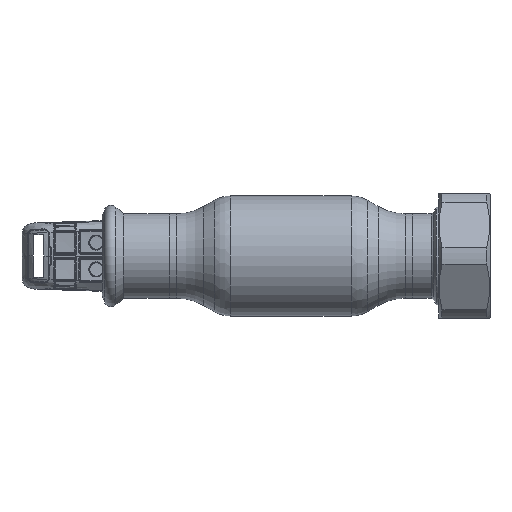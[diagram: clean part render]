
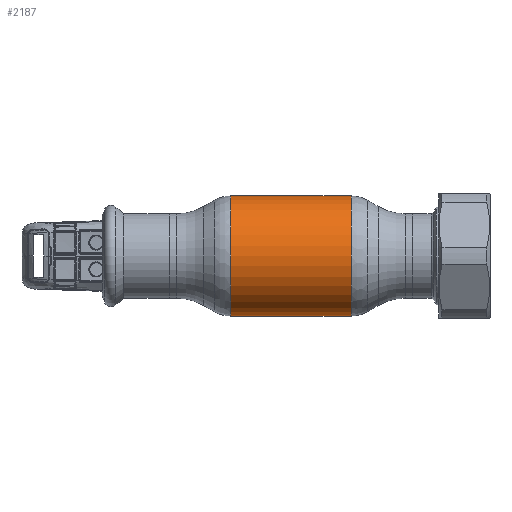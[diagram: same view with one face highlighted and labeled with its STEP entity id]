
A CAD part, front view. The second image highlights one B-rep face of the part: STEP entity #2187.
In plain terms, the highlighted cylindrical face has radius 22.25 mm (diameter 44.5 mm), a partial arc.
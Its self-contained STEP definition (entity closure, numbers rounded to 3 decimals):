
#20 = DIRECTION ( 'NONE',  ( 0., 0., 1. ) ) ;
#1458 = DIRECTION ( 'NONE',  ( 0., 0., 1. ) ) ;
#2187 = ADVANCED_FACE ( 'NONE', ( #55140 ), #48226, .T. ) ;
#3069 = EDGE_LOOP ( 'NONE', ( #15061, #18138, #8325, #62209 ) ) ;
#6769 = DIRECTION ( 'NONE',  ( -1., 0., 0. ) ) ;
#8325 = ORIENTED_EDGE ( 'NONE', *, *, #9854, .T. ) ;
#8720 = CARTESIAN_POINT ( 'NONE',  ( 22.285, 0., 22.25 ) ) ;
#9854 = EDGE_CURVE ( 'NONE', #57371, #26659, #18743, .T. ) ;
#10836 = CARTESIAN_POINT ( 'NONE',  ( -62.69, 0., 22.25 ) ) ;
#11177 = CARTESIAN_POINT ( 'NONE',  ( -22.285, 0., -22.25 ) ) ;
#11662 = VECTOR ( 'NONE', #52151, 1000. ) ;
#11706 = EDGE_CURVE ( 'NONE', #15574, #55160, #49241, .T. ) ;
#12169 = CIRCLE ( 'NONE', #38913, 22.25 ) ;
#15061 = ORIENTED_EDGE ( 'NONE', *, *, #11706, .F. ) ;
#15574 = VERTEX_POINT ( 'NONE', #61949 ) ;
#15811 = CARTESIAN_POINT ( 'NONE',  ( -22.285, 0., 22.25 ) ) ;
#16219 = CARTESIAN_POINT ( 'NONE',  ( -22.285, 0., 0. ) ) ;
#18138 = ORIENTED_EDGE ( 'NONE', *, *, #62680, .T. ) ;
#18307 = CARTESIAN_POINT ( 'NONE',  ( -62.69, 0., -22.25 ) ) ;
#18743 = LINE ( 'NONE', #10836, #31785 ) ;
#21564 = DIRECTION ( 'NONE',  ( -1., 0., 0. ) ) ;
#23205 = AXIS2_PLACEMENT_3D ( 'NONE', #52907, #24415, #20 ) ;
#24415 = DIRECTION ( 'NONE',  ( -1., 0., 0. ) ) ;
#25666 = EDGE_CURVE ( 'NONE', #55160, #26659, #39009, .T. ) ;
#26659 = VERTEX_POINT ( 'NONE', #15811 ) ;
#29973 = DIRECTION ( 'NONE',  ( -1., 0., 0. ) ) ;
#31785 = VECTOR ( 'NONE', #29973, 1000. ) ;
#38913 = AXIS2_PLACEMENT_3D ( 'NONE', #51092, #6769, #61610 ) ;
#39009 = CIRCLE ( 'NONE', #61084, 22.25 ) ;
#48226 = CYLINDRICAL_SURFACE ( 'NONE', #23205, 22.25 ) ;
#49241 = LINE ( 'NONE', #18307, #11662 ) ;
#51092 = CARTESIAN_POINT ( 'NONE',  ( 22.285, 0., 0. ) ) ;
#52151 = DIRECTION ( 'NONE',  ( -1., 0., 0. ) ) ;
#52907 = CARTESIAN_POINT ( 'NONE',  ( -62.69, 0., 0. ) ) ;
#55140 = FACE_OUTER_BOUND ( 'NONE', #3069, .T. ) ;
#55160 = VERTEX_POINT ( 'NONE', #11177 ) ;
#57371 = VERTEX_POINT ( 'NONE', #8720 ) ;
#61084 = AXIS2_PLACEMENT_3D ( 'NONE', #16219, #21564, #1458 ) ;
#61610 = DIRECTION ( 'NONE',  ( 0., 0., 1. ) ) ;
#61949 = CARTESIAN_POINT ( 'NONE',  ( 22.285, 0., -22.25 ) ) ;
#62209 = ORIENTED_EDGE ( 'NONE', *, *, #25666, .F. ) ;
#62680 = EDGE_CURVE ( 'NONE', #15574, #57371, #12169, .T. ) ;
